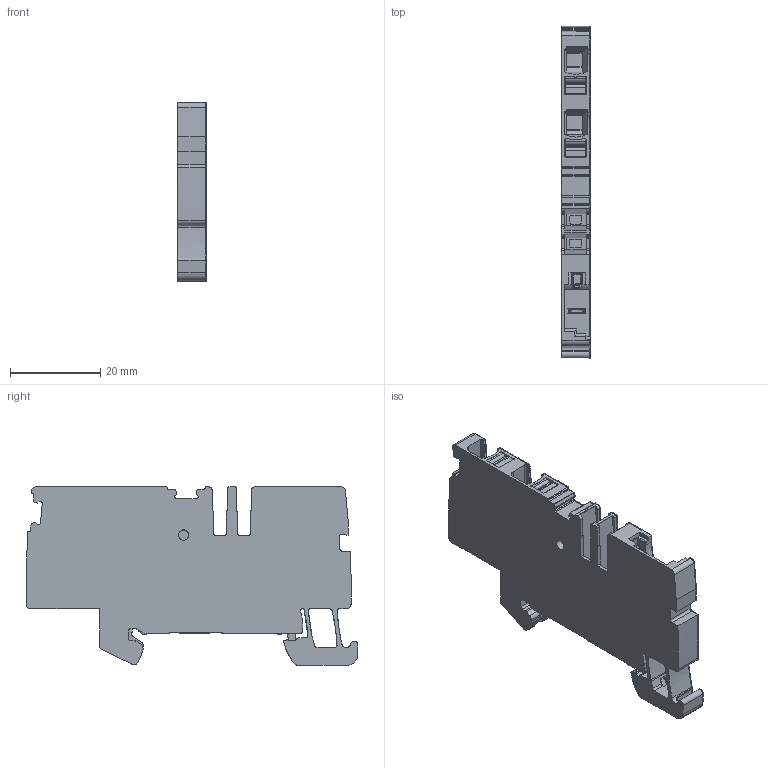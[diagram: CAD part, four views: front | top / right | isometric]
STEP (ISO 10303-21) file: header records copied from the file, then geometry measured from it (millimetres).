
FILE_DESCRIPTION(('CATIA V5 STEP Exchange','CAx-IF Rec.Pracs.--- Model Styling and Organization---1.4--- 2014-01-23'),'2;1');
FILE_NAME ('277412-1_3', '2023-09-08T06:34:54+00:00', ('none'), ('Weidmueller'), 'CATIA Version 5-6 Release 2016 SP3 HF44', 'CATIA V5 STEP AP214', 'none');
FILE_SCHEMA(('AUTOMOTIVE_DESIGN { 1 0 10303 214 1 1 1 1 }'));
Length unit declared in the file: millimetre
Products named in the file (1): 2540170000
Bounding box: 6.3 x 73.41 x 39.4 mm (x, y, z)
Volume: 12024.3 mm3; surface area: 13805.7 mm2
Topology: 6 solids, 6 shells, 1177 faces, 3443 edges, 2264 vertices
Faces by surface type: plane 562, cylinder 442, extrusion 123, torus 22, cone 13, sphere 8, bspline 7
Entity records: 41860 total; most frequent: CARTESIAN_POINT 12278, ORIENTED_EDGE 6856, DIRECTION 4848, EDGE_CURVE 3428, VECTOR 2331, VERTEX_POINT 2264, LINE 2208, AXIS2_PLACEMENT_3D 1613
